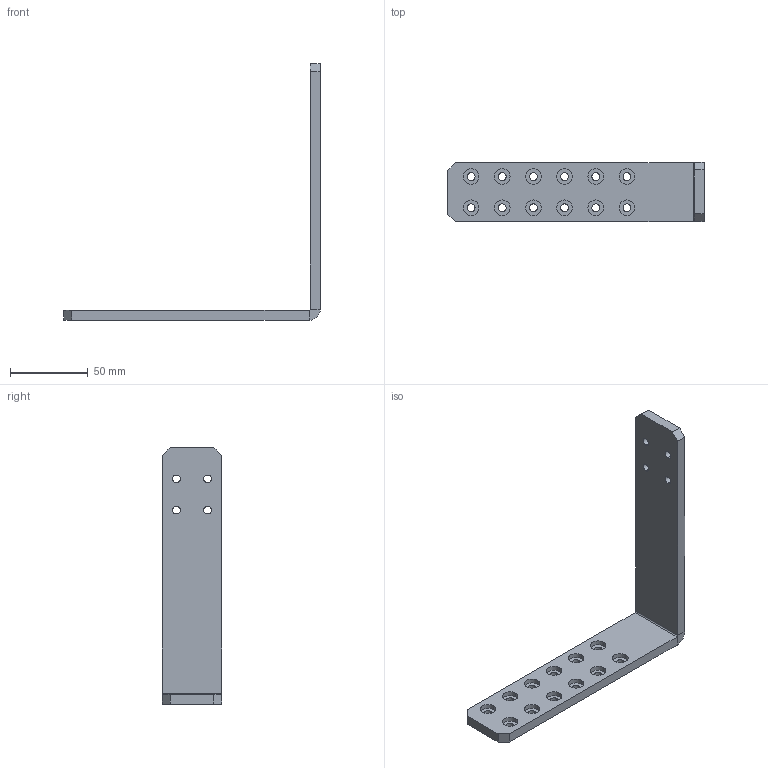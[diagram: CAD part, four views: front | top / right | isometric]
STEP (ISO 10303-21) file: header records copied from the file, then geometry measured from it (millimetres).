
FILE_DESCRIPTION (( 'STEP AP214' ), '1' );
FILE_NAME ('Thigh_Frame-2.STEP', '2019-03-28T11:54:10', ( '' ), ( '' ), 'SwSTEP 2.0', 'SolidWorks 2018', '' );
FILE_SCHEMA (( 'AUTOMOTIVE_DESIGN' ));
Length unit declared in the file: millimetre
Products named in the file (1): Thigh_Frame-2
Bounding box: 164.65 x 38.1 x 164.65 mm (x, y, z)
Volume: 73871.8 mm3; surface area: 30445.7 mm2
Topology: 1 solids, 1 shells, 86 faces, 208 edges, 136 vertices
Faces by surface type: cylinder 58, plane 28
Entity records: 2662 total; most frequent: DIRECTION 498, CARTESIAN_POINT 431, ORIENTED_EDGE 416, EDGE_CURVE 208, AXIS2_PLACEMENT_3D 203, VERTEX_POINT 136, EDGE_LOOP 130, CIRCLE 116
